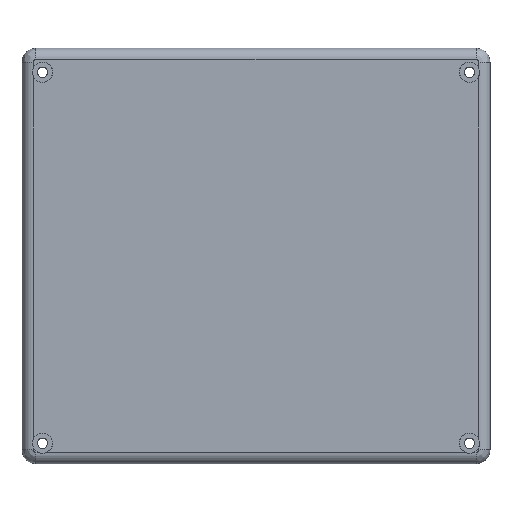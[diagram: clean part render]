
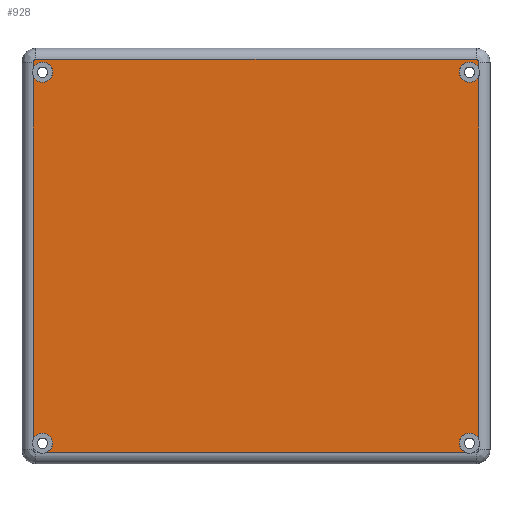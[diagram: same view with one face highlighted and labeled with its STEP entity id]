
A CAD part, top view. The second image highlights one B-rep face of the part: STEP entity #928.
In plain terms, the highlighted planar face has unit normal (0, 0, 1).
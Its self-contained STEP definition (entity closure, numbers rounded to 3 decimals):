
#94=FACE_OUTER_BOUND('',#148,.T.);
#148=EDGE_LOOP('',(#795,#796,#797,#798,#799,#800,#801,#802,#803,#804,#805,
#806,#807,#808));
#190=CIRCLE('',#990,1.);
#194=CIRCLE('',#994,1.);
#203=CIRCLE('',#1011,3.65);
#205=CIRCLE('',#1013,3.65);
#208=CIRCLE('',#1019,3.65);
#209=CIRCLE('',#1020,3.65);
#210=CIRCLE('',#1021,3.65);
#211=CIRCLE('',#1022,3.65);
#256=LINE('',#1427,#332);
#271=LINE('',#1514,#347);
#272=LINE('',#1523,#348);
#276=LINE('',#1563,#352);
#277=LINE('',#1590,#353);
#280=LINE('',#1604,#356);
#332=VECTOR('',#1136,10.);
#347=VECTOR('',#1203,10.);
#348=VECTOR('',#1204,10.);
#352=VECTOR('',#1218,10.);
#353=VECTOR('',#1227,10.);
#356=VECTOR('',#1230,10.);
#409=VERTEX_POINT('',#1424);
#410=VERTEX_POINT('',#1426);
#424=VERTEX_POINT('',#1480);
#425=VERTEX_POINT('',#1493);
#427=VERTEX_POINT('',#1499);
#431=VERTEX_POINT('',#1513);
#432=VERTEX_POINT('',#1515);
#435=VERTEX_POINT('',#1539);
#440=VERTEX_POINT('',#1555);
#443=VERTEX_POINT('',#1579);
#445=VERTEX_POINT('',#1585);
#448=VERTEX_POINT('',#1599);
#449=VERTEX_POINT('',#1614);
#451=VERTEX_POINT('',#1627);
#509=EDGE_CURVE('',#409,#410,#256,.T.);
#532=EDGE_CURVE('',#424,#409,#190,.T.);
#536=EDGE_CURVE('',#410,#425,#194,.T.);
#541=EDGE_CURVE('',#425,#431,#271,.T.);
#543=EDGE_CURVE('',#432,#427,#272,.T.);
#553=EDGE_CURVE('',#440,#435,#276,.T.);
#559=EDGE_CURVE('',#445,#424,#277,.T.);
#564=EDGE_CURVE('',#448,#443,#280,.T.);
#569=EDGE_CURVE('',#449,#431,#203,.T.);
#572=EDGE_CURVE('',#432,#449,#205,.T.);
#575=EDGE_CURVE('',#445,#443,#208,.T.);
#576=EDGE_CURVE('',#448,#435,#209,.T.);
#577=EDGE_CURVE('',#440,#451,#210,.T.);
#578=EDGE_CURVE('',#451,#427,#211,.T.);
#795=ORIENTED_EDGE('',*,*,#543,.F.);
#796=ORIENTED_EDGE('',*,*,#572,.T.);
#797=ORIENTED_EDGE('',*,*,#569,.T.);
#798=ORIENTED_EDGE('',*,*,#541,.F.);
#799=ORIENTED_EDGE('',*,*,#536,.F.);
#800=ORIENTED_EDGE('',*,*,#509,.F.);
#801=ORIENTED_EDGE('',*,*,#532,.F.);
#802=ORIENTED_EDGE('',*,*,#559,.F.);
#803=ORIENTED_EDGE('',*,*,#575,.T.);
#804=ORIENTED_EDGE('',*,*,#564,.F.);
#805=ORIENTED_EDGE('',*,*,#576,.T.);
#806=ORIENTED_EDGE('',*,*,#553,.F.);
#807=ORIENTED_EDGE('',*,*,#577,.T.);
#808=ORIENTED_EDGE('',*,*,#578,.T.);
#887=PLANE('',#1018);
#928=ADVANCED_FACE('',(#94),#887,.T.);
#990=AXIS2_PLACEMENT_3D('',#1482,#1187,#1188);
#994=AXIS2_PLACEMENT_3D('',#1497,#1195,#1196);
#1011=AXIS2_PLACEMENT_3D('',#1615,#1245,#1246);
#1013=AXIS2_PLACEMENT_3D('',#1619,#1250,#1251);
#1018=AXIS2_PLACEMENT_3D('',#1624,#1260,#1261);
#1019=AXIS2_PLACEMENT_3D('',#1625,#1262,#1263);
#1020=AXIS2_PLACEMENT_3D('',#1626,#1264,#1265);
#1021=AXIS2_PLACEMENT_3D('',#1628,#1266,#1267);
#1022=AXIS2_PLACEMENT_3D('',#1629,#1268,#1269);
#1136=DIRECTION('',(1.,0.,0.));
#1187=DIRECTION('center_axis',(0.,0.,-1.));
#1188=DIRECTION('ref_axis',(-0.707,0.707,0.));
#1195=DIRECTION('center_axis',(0.,0.,-1.));
#1196=DIRECTION('ref_axis',(0.707,0.707,0.));
#1203=DIRECTION('',(0.,-1.,0.));
#1204=DIRECTION('',(0.,-1.,0.));
#1218=DIRECTION('',(-1.,0.,0.));
#1227=DIRECTION('',(0.,1.,0.));
#1230=DIRECTION('',(0.,1.,0.));
#1245=DIRECTION('center_axis',(0.,0.,-1.));
#1246=DIRECTION('ref_axis',(1.,0.,0.));
#1250=DIRECTION('center_axis',(0.,0.,-1.));
#1251=DIRECTION('ref_axis',(1.,0.,0.));
#1260=DIRECTION('center_axis',(0.,0.,1.));
#1261=DIRECTION('ref_axis',(1.,0.,0.));
#1262=DIRECTION('center_axis',(0.,0.,-1.));
#1263=DIRECTION('ref_axis',(1.,0.,0.));
#1264=DIRECTION('center_axis',(0.,0.,-1.));
#1265=DIRECTION('ref_axis',(1.,0.,0.));
#1266=DIRECTION('center_axis',(0.,0.,-1.));
#1267=DIRECTION('ref_axis',(1.,0.,0.));
#1268=DIRECTION('center_axis',(0.,0.,-1.));
#1269=DIRECTION('ref_axis',(1.,0.,0.));
#1424=CARTESIAN_POINT('',(-83.65,93.65,80.));
#1426=CARTESIAN_POINT('',(75.35,93.65,80.));
#1427=CARTESIAN_POINT('',(38.1,93.65,80.));
#1480=CARTESIAN_POINT('',(-84.65,92.65,80.));
#1482=CARTESIAN_POINT('Origin',(-83.65,92.65,80.));
#1493=CARTESIAN_POINT('',(76.35,92.65,80.));
#1497=CARTESIAN_POINT('Origin',(75.35,92.65,80.));
#1499=CARTESIAN_POINT('',(76.35,-43.622,80.));
#1513=CARTESIAN_POINT('',(76.35,90.328,80.));
#1514=CARTESIAN_POINT('',(76.35,-14.85,80.));
#1515=CARTESIAN_POINT('',(76.35,87.672,80.));
#1523=CARTESIAN_POINT('',(76.35,-14.85,80.));
#1539=CARTESIAN_POINT('',(-79.922,-48.35,80.));
#1555=CARTESIAN_POINT('',(71.622,-48.35,80.));
#1563=CARTESIAN_POINT('',(-46.4,-48.35,80.));
#1579=CARTESIAN_POINT('',(-84.65,87.672,80.));
#1585=CARTESIAN_POINT('',(-84.65,90.328,80.));
#1590=CARTESIAN_POINT('',(-84.65,60.15,80.));
#1599=CARTESIAN_POINT('',(-84.65,-43.622,80.));
#1604=CARTESIAN_POINT('',(-84.65,60.15,80.));
#1614=CARTESIAN_POINT('',(69.3,89.,80.));
#1615=CARTESIAN_POINT('Origin',(72.95,89.,80.));
#1619=CARTESIAN_POINT('Origin',(72.95,89.,80.));
#1624=CARTESIAN_POINT('Origin',(-4.15,22.65,80.));
#1625=CARTESIAN_POINT('Origin',(-81.25,89.,80.));
#1626=CARTESIAN_POINT('Origin',(-81.25,-44.95,80.));
#1627=CARTESIAN_POINT('',(69.3,-44.95,80.));
#1628=CARTESIAN_POINT('Origin',(72.95,-44.95,80.));
#1629=CARTESIAN_POINT('Origin',(72.95,-44.95,80.));
